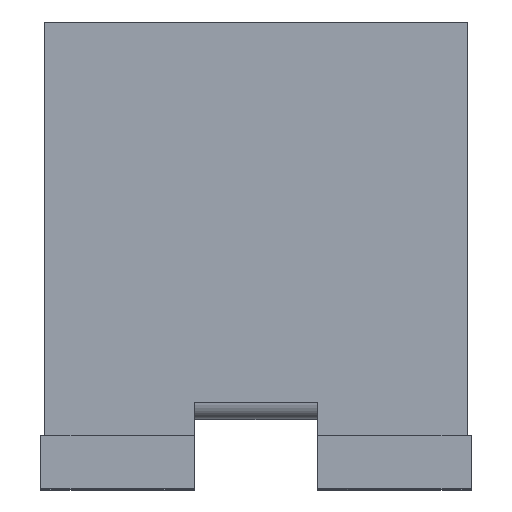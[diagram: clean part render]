
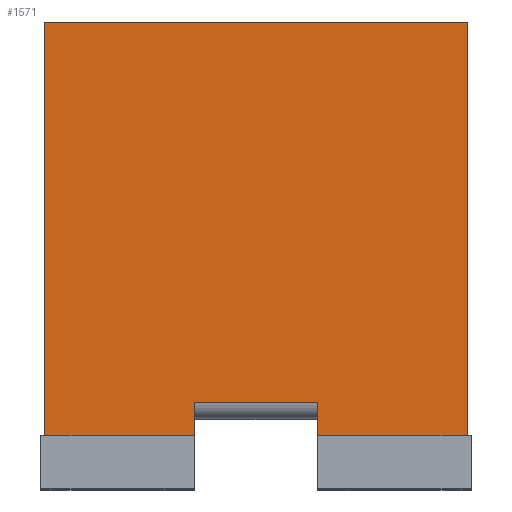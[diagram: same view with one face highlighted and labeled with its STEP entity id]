
A CAD part, top view. The second image highlights one B-rep face of the part: STEP entity #1571.
In plain terms, the highlighted planar face has unit normal (0, 0, 1).
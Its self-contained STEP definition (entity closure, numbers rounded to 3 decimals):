
#17 = EDGE_CURVE ( 'NONE', #123, #687, #373, .T. ) ;
#108 = LINE ( 'NONE', #747, #717 ) ;
#123 = VERTEX_POINT ( 'NONE', #480 ) ;
#345 = DIRECTION ( 'NONE',  ( 0., -1., 0. ) ) ;
#373 = LINE ( 'NONE', #576, #1556 ) ;
#377 = DIRECTION ( 'NONE',  ( 0., 1., 0. ) ) ;
#399 = DIRECTION ( 'NONE',  ( 0., -1., 0. ) ) ;
#480 = CARTESIAN_POINT ( 'NONE',  ( 0.635, 1.39, 1. ) ) ;
#485 = PLANE ( 'NONE',  #2156 ) ;
#510 = VERTEX_POINT ( 'NONE', #870 ) ;
#520 = LINE ( 'NONE', #2674, #1480 ) ;
#533 = VERTEX_POINT ( 'NONE', #2403 ) ;
#569 = ORIENTED_EDGE ( 'NONE', *, *, #2725, .T. ) ;
#575 = LINE ( 'NONE', #2465, #676 ) ;
#576 = CARTESIAN_POINT ( 'NONE',  ( 0.635, 1.15, 1. ) ) ;
#633 = DIRECTION ( 'NONE',  ( 0., -1., 0. ) ) ;
#646 = EDGE_LOOP ( 'NONE', ( #2272, #989, #1498, #2278, #2428, #2396, #569, #966 ) ) ;
#658 = FACE_OUTER_BOUND ( 'NONE', #646, .T. ) ;
#676 = VECTOR ( 'NONE', #345, 1000. ) ;
#687 = VERTEX_POINT ( 'NONE', #2211 ) ;
#709 = VERTEX_POINT ( 'NONE', #2457 ) ;
#717 = VECTOR ( 'NONE', #2482, 1000. ) ;
#747 = CARTESIAN_POINT ( 'NONE',  ( -0.635, 1.39, 1. ) ) ;
#870 = CARTESIAN_POINT ( 'NONE',  ( 0.185, 0.15, 1. ) ) ;
#894 = DIRECTION ( 'NONE',  ( -1., 0., 0. ) ) ;
#895 = LINE ( 'NONE', #2600, #2690 ) ;
#921 = CARTESIAN_POINT ( 'NONE',  ( -0.185, 0.15, 1. ) ) ;
#937 = EDGE_CURVE ( 'NONE', #1356, #1376, #2246, .T. ) ;
#966 = ORIENTED_EDGE ( 'NONE', *, *, #937, .F. ) ;
#989 = ORIENTED_EDGE ( 'NONE', *, *, #2358, .F. ) ;
#1072 = EDGE_CURVE ( 'NONE', #687, #510, #2351, .T. ) ;
#1260 = DIRECTION ( 'NONE',  ( -1., 0., 0. ) ) ;
#1267 = CARTESIAN_POINT ( 'NONE',  ( -0.185, 1.15, 1. ) ) ;
#1293 = VECTOR ( 'NONE', #1552, 1000. ) ;
#1319 = DIRECTION ( 'NONE',  ( -1., 0., 0. ) ) ;
#1323 = CARTESIAN_POINT ( 'NONE',  ( -0.635, 1.15, 1. ) ) ;
#1356 = VERTEX_POINT ( 'NONE', #921 ) ;
#1376 = VERTEX_POINT ( 'NONE', #2037 ) ;
#1480 = VECTOR ( 'NONE', #377, 1000. ) ;
#1498 = ORIENTED_EDGE ( 'NONE', *, *, #2434, .F. ) ;
#1513 = DIRECTION ( 'NONE',  ( 0., 0., -1. ) ) ;
#1552 = DIRECTION ( 'NONE',  ( -1., 0., 0. ) ) ;
#1556 = VECTOR ( 'NONE', #399, 1000. ) ;
#1571 = ADVANCED_FACE ( 'NONE', ( #658 ), #485, .F. ) ;
#1850 = EDGE_CURVE ( 'NONE', #533, #1356, #2341, .T. ) ;
#1991 = CARTESIAN_POINT ( 'NONE',  ( -0.635, 0.15, 1. ) ) ;
#2037 = CARTESIAN_POINT ( 'NONE',  ( -0.635, 0.15, 1. ) ) ;
#2156 = AXIS2_PLACEMENT_3D ( 'NONE', #1323, #1513, #894 ) ;
#2211 = CARTESIAN_POINT ( 'NONE',  ( 0.635, 0.15, 1. ) ) ;
#2246 = LINE ( 'NONE', #1991, #1293 ) ;
#2272 = ORIENTED_EDGE ( 'NONE', *, *, #1850, .F. ) ;
#2278 = ORIENTED_EDGE ( 'NONE', *, *, #1072, .F. ) ;
#2341 = LINE ( 'NONE', #1267, #2650 ) ;
#2351 = LINE ( 'NONE', #2576, #2782 ) ;
#2358 = EDGE_CURVE ( 'NONE', #709, #533, #895, .T. ) ;
#2382 = VERTEX_POINT ( 'NONE', #2544 ) ;
#2396 = ORIENTED_EDGE ( 'NONE', *, *, #2444, .T. ) ;
#2403 = CARTESIAN_POINT ( 'NONE',  ( -0.185, 0.25, 1. ) ) ;
#2428 = ORIENTED_EDGE ( 'NONE', *, *, #17, .F. ) ;
#2434 = EDGE_CURVE ( 'NONE', #510, #709, #520, .T. ) ;
#2444 = EDGE_CURVE ( 'NONE', #123, #2382, #108, .T. ) ;
#2457 = CARTESIAN_POINT ( 'NONE',  ( 0.185, 0.25, 1. ) ) ;
#2465 = CARTESIAN_POINT ( 'NONE',  ( -0.635, 1.15, 1. ) ) ;
#2482 = DIRECTION ( 'NONE',  ( -1., 0., 0. ) ) ;
#2544 = CARTESIAN_POINT ( 'NONE',  ( -0.635, 1.39, 1. ) ) ;
#2576 = CARTESIAN_POINT ( 'NONE',  ( -0.635, 0.15, 1. ) ) ;
#2600 = CARTESIAN_POINT ( 'NONE',  ( -0.635, 0.25, 1. ) ) ;
#2650 = VECTOR ( 'NONE', #633, 1000. ) ;
#2674 = CARTESIAN_POINT ( 'NONE',  ( 0.185, 1.15, 1. ) ) ;
#2690 = VECTOR ( 'NONE', #1260, 1000. ) ;
#2725 = EDGE_CURVE ( 'NONE', #2382, #1376, #575, .T. ) ;
#2782 = VECTOR ( 'NONE', #1319, 1000. ) ;
